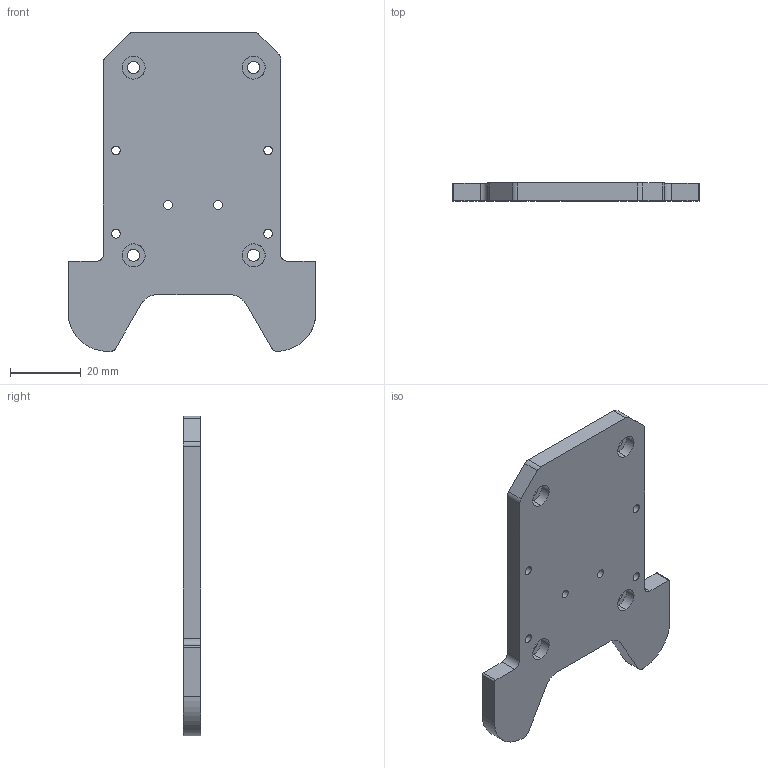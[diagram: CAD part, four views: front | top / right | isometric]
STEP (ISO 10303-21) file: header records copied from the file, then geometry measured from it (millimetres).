
FILE_DESCRIPTION(('CATIA V5 STEP Exchange'),'2;1');
FILE_NAME('D009.stp','2023-04-11T15:03:04+00:00',('none'),('none'),'CATIA Version 5-6 Release 2018','CATIA V5 STEP AP203','none');
FILE_SCHEMA(('CONFIG_CONTROL_DESIGN'));
Length unit declared in the file: millimetre
Products named in the file (1): Hotend Plate V2
Bounding box: 70.04 x 5 x 90.25 mm (x, y, z)
Volume: 21109.4 mm3; surface area: 10706.3 mm2
Topology: 1 solids, 1 shells, 78 faces, 224 edges, 158 vertices
Faces by surface type: bspline 52, plane 14, cylinder 12
Entity records: 3303 total; most frequent: CARTESIAN_POINT 1771, ORIENTED_EDGE 448, EDGE_CURVE 224, VERTEX_POINT 152, DIRECTION 103, EDGE_LOOP 102, B_SPLINE_CURVE_WITH_KNOTS 100, ADVANCED_FACE 78
